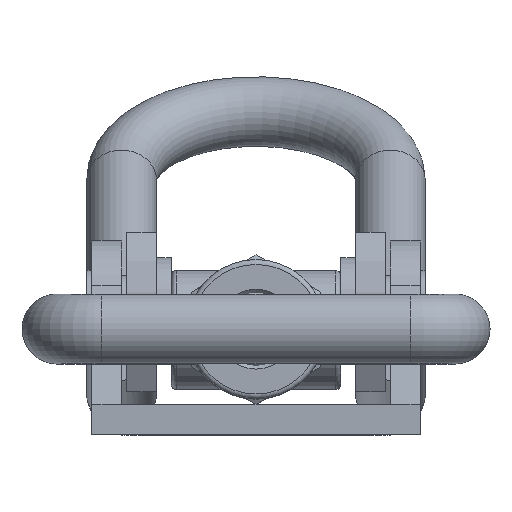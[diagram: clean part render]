
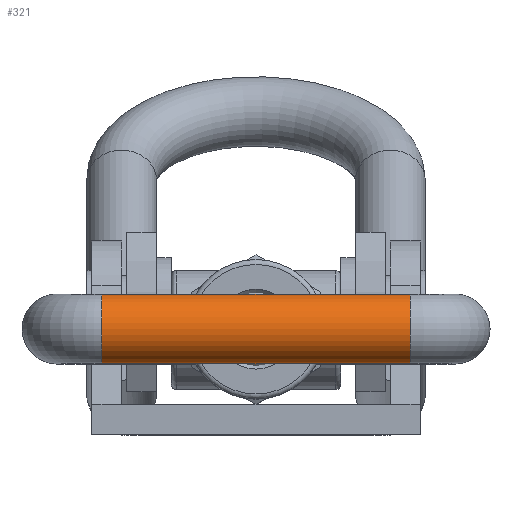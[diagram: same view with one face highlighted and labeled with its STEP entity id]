
A CAD part, top view. The second image highlights one B-rep face of the part: STEP entity #321.
In plain terms, the highlighted cylindrical face has radius 3.5 mm (diameter 7 mm), a full revolution.
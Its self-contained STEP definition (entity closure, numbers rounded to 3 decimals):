
#321 = ADVANCED_FACE( '', ( #660, #661 ), #662, .T. );
#660 = FACE_OUTER_BOUND( '', #1114, .T. );
#661 = FACE_OUTER_BOUND( '', #1115, .T. );
#662 = CYLINDRICAL_SURFACE( '', #1116, 3.5 );
#1114 = EDGE_LOOP( '', ( #1672 ) );
#1115 = EDGE_LOOP( '', ( #1673 ) );
#1116 = AXIS2_PLACEMENT_3D( '', #1674, #1675, #1676 );
#1672 = ORIENTED_EDGE( '', *, *, #2514, .F. );
#1673 = ORIENTED_EDGE( '', *, *, #2515, .T. );
#1674 = CARTESIAN_POINT( '', ( -38.5, 0., 15.5 ) );
#1675 = DIRECTION( '', ( 0., 0., 1. ) );
#1676 = DIRECTION( '', ( -1., 0., 0. ) );
#2514 = EDGE_CURVE( '', #2937, #2937, #2938, .T. );
#2515 = EDGE_CURVE( '', #2939, #2939, #2940, .T. );
#2937 = VERTEX_POINT( '', #3542 );
#2938 = CIRCLE( '', #3543, 3.5 );
#2939 = VERTEX_POINT( '', #3544 );
#2940 = CIRCLE( '', #3545, 3.5 );
#3542 = CARTESIAN_POINT( '', ( -35., 0., 15.5 ) );
#3543 = AXIS2_PLACEMENT_3D( '', #4301, #4302, #4303 );
#3544 = CARTESIAN_POINT( '', ( -35., 0., -15.5 ) );
#3545 = AXIS2_PLACEMENT_3D( '', #4304, #4305, #4306 );
#4301 = CARTESIAN_POINT( '', ( -38.5, 0., 15.5 ) );
#4302 = DIRECTION( '', ( 0., 0., 1. ) );
#4303 = DIRECTION( '', ( 1., 0., 0. ) );
#4304 = CARTESIAN_POINT( '', ( -38.5, 0., -15.5 ) );
#4305 = DIRECTION( '', ( 0., 0., 1. ) );
#4306 = DIRECTION( '', ( 1., 0., 0. ) );
